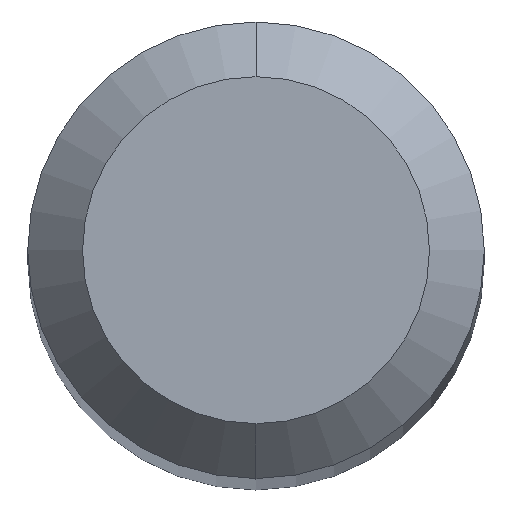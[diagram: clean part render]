
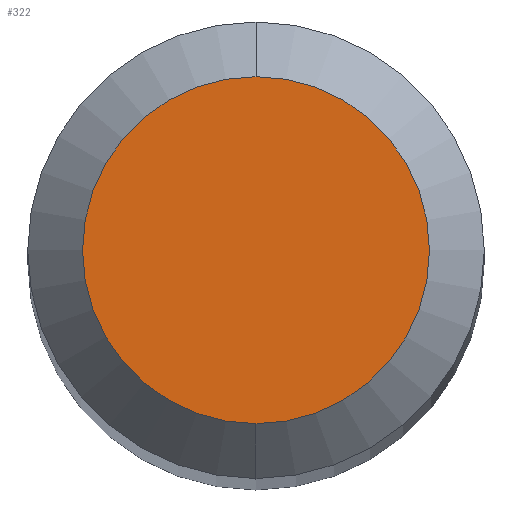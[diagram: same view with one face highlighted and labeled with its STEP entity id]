
A CAD part, top view. The second image highlights one B-rep face of the part: STEP entity #322.
In plain terms, the highlighted planar face has unit normal (0, 0, 1).
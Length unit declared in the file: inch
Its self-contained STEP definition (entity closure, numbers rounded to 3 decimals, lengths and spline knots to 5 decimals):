
#14 = CARTESIAN_POINT ( 'NONE',  ( 0., 0.0475, 0. ) ) ;
#28 = CIRCLE ( 'NONE', #462, 0.0475 ) ;
#70 = DIRECTION ( 'NONE',  ( 0., -1., 0. ) ) ;
#149 = EDGE_LOOP ( 'NONE', ( #470, #228 ) ) ;
#153 = DIRECTION ( 'NONE',  ( 0., 0., 1. ) ) ;
#163 = CARTESIAN_POINT ( 'NONE',  ( 0., 0.0475, 0. ) ) ;
#203 = EDGE_CURVE ( 'NONE', #515, #464, #343, .T. ) ;
#208 = FACE_OUTER_BOUND ( 'NONE', #149, .T. ) ;
#216 = AXIS2_PLACEMENT_3D ( 'NONE', #163, #328, #488 ) ;
#228 = ORIENTED_EDGE ( 'NONE', *, *, #203, .T. ) ;
#275 = CARTESIAN_POINT ( 'NONE',  ( 0., 0., 0. ) ) ;
#322 = ADVANCED_FACE ( 'NONE', ( #208 ), #369, .F. ) ;
#328 = DIRECTION ( 'NONE',  ( 0., 0., -1. ) ) ;
#330 = CARTESIAN_POINT ( 'NONE',  ( 0., -0.0475, 0. ) ) ;
#343 = CIRCLE ( 'NONE', #398, 0.0475 ) ;
#369 = PLANE ( 'NONE',  #216 ) ;
#371 = CARTESIAN_POINT ( 'NONE',  ( 0., 0., 0. ) ) ;
#375 = DIRECTION ( 'NONE',  ( 0., -1., 0. ) ) ;
#398 = AXIS2_PLACEMENT_3D ( 'NONE', #275, #153, #70 ) ;
#453 = DIRECTION ( 'NONE',  ( 0., 0., 1. ) ) ;
#462 = AXIS2_PLACEMENT_3D ( 'NONE', #371, #453, #375 ) ;
#464 = VERTEX_POINT ( 'NONE', #14 ) ;
#470 = ORIENTED_EDGE ( 'NONE', *, *, #477, .T. ) ;
#477 = EDGE_CURVE ( 'NONE', #464, #515, #28, .T. ) ;
#488 = DIRECTION ( 'NONE',  ( 0., 1., 0. ) ) ;
#515 = VERTEX_POINT ( 'NONE', #330 ) ;
